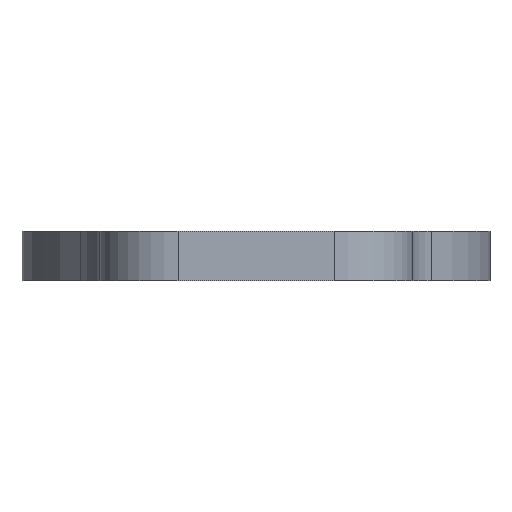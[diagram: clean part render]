
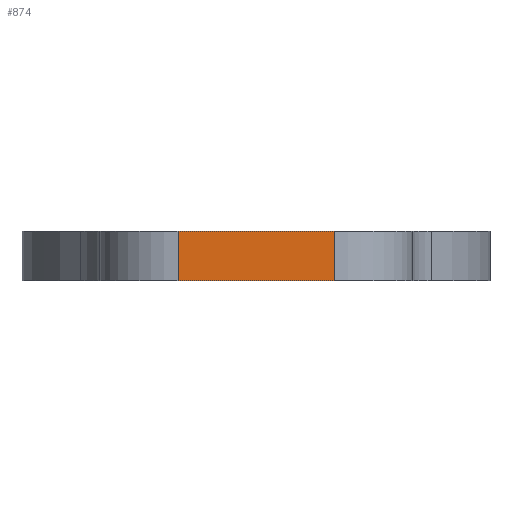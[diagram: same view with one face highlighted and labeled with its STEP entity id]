
A CAD part, front view. The second image highlights one B-rep face of the part: STEP entity #874.
In plain terms, the highlighted planar face has unit normal (0, -1, 0).
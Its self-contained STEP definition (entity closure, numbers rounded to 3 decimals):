
#28 = CARTESIAN_POINT ( 'NONE',  ( -10., -68.05, 6.35 ) ) ;
#55 = FACE_OUTER_BOUND ( 'NONE', #1244, .T. ) ;
#140 = LINE ( 'NONE', #930, #982 ) ;
#180 = VERTEX_POINT ( 'NONE', #1247 ) ;
#230 = PLANE ( 'NONE',  #955 ) ;
#237 = DIRECTION ( 'NONE',  ( 0., 0., -1. ) ) ;
#274 = DIRECTION ( 'NONE',  ( 1., 0., 0. ) ) ;
#279 = CARTESIAN_POINT ( 'NONE',  ( -20., -68.05, 6.35 ) ) ;
#284 = CARTESIAN_POINT ( 'NONE',  ( -20., -68.05, 0. ) ) ;
#290 = CARTESIAN_POINT ( 'NONE',  ( 10., -68.05, 0. ) ) ;
#322 = DIRECTION ( 'NONE',  ( 0., 0., 1. ) ) ;
#485 = ORIENTED_EDGE ( 'NONE', *, *, #911, .T. ) ;
#513 = VECTOR ( 'NONE', #274, 1000. ) ;
#523 = DIRECTION ( 'NONE',  ( 0., 0., 1. ) ) ;
#533 = DIRECTION ( 'NONE',  ( 0., 1., 0. ) ) ;
#584 = EDGE_CURVE ( 'NONE', #1183, #910, #140, .T. ) ;
#675 = LINE ( 'NONE', #279, #1006 ) ;
#703 = EDGE_CURVE ( 'NONE', #180, #1183, #1047, .T. ) ;
#714 = EDGE_CURVE ( 'NONE', #819, #910, #675, .T. ) ;
#715 = ORIENTED_EDGE ( 'NONE', *, *, #703, .T. ) ;
#729 = LINE ( 'NONE', #737, #853 ) ;
#737 = CARTESIAN_POINT ( 'NONE',  ( -10., -68.05, 6.35 ) ) ;
#819 = VERTEX_POINT ( 'NONE', #28 ) ;
#853 = VECTOR ( 'NONE', #237, 1000. ) ;
#874 = ADVANCED_FACE ( 'NONE', ( #55 ), #230, .F. ) ;
#910 = VERTEX_POINT ( 'NONE', #929 ) ;
#911 = EDGE_CURVE ( 'NONE', #819, #180, #729, .T. ) ;
#929 = CARTESIAN_POINT ( 'NONE',  ( 10., -68.05, 6.35 ) ) ;
#930 = CARTESIAN_POINT ( 'NONE',  ( 10., -68.05, 6.35 ) ) ;
#951 = ORIENTED_EDGE ( 'NONE', *, *, #584, .T. ) ;
#955 = AXIS2_PLACEMENT_3D ( 'NONE', #1221, #533, #523 ) ;
#969 = DIRECTION ( 'NONE',  ( 1., 0., 0. ) ) ;
#982 = VECTOR ( 'NONE', #322, 1000. ) ;
#1006 = VECTOR ( 'NONE', #969, 1000. ) ;
#1047 = LINE ( 'NONE', #284, #513 ) ;
#1183 = VERTEX_POINT ( 'NONE', #290 ) ;
#1221 = CARTESIAN_POINT ( 'NONE',  ( -20., -68.05, 6.35 ) ) ;
#1244 = EDGE_LOOP ( 'NONE', ( #1256, #485, #715, #951 ) ) ;
#1247 = CARTESIAN_POINT ( 'NONE',  ( -10., -68.05, 0. ) ) ;
#1256 = ORIENTED_EDGE ( 'NONE', *, *, #714, .F. ) ;
